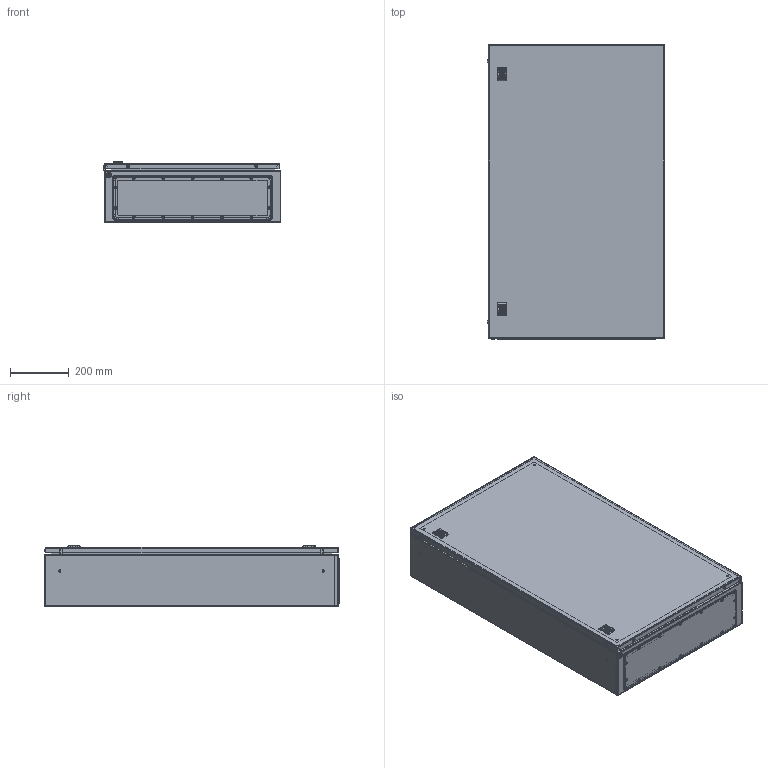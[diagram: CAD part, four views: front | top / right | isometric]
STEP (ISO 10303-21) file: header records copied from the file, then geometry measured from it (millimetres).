
FILE_DESCRIPTION (( 'STEP AP203' ), '1' );
FILE_NAME ('1000x600x200.STEP', '2020-04-08T10:50:30', ( '' ), ( '' ), 'SwSTEP 2.0', 'SolidWorks 2019', '' );
FILE_SCHEMA (( 'CONFIG_CONTROL_DESIGN' ));
Length unit declared in the file: millimetre
Products named in the file (39): A7100032-R_mounted; AC00C356_AC00c356(A7100031); RB.0048.01.00.1 CÁ_-46 (1000å600å200); Ì6-GOST 5915-70 (DIN 934) (CM110600)_straight; AC00C061_AC00C061; AC00C398; AC00C348-R_mounted; RB.0048.08.00.0 捘_-08 (1000x600); AC00C317; M6-DIN 6923 (CM100600)_straight; RB.0048.02.00.1 C縫-46 (1000x600x200); RB.0048.07.00.0 捘_-08 (1000x600); AC00C524-R_handle CE; AC00C401_AC00C401; Ac00c316; AC00C380; RB.0048.11.01.0_-04 (153x443); AC00C112; M6x10-A1100004_straight; RB.0048.01.01.1_-46 (1000x600x200); AC00C383; RB.0048.00.02.1_-13 (1000å600); PF 4x8 flange ST_-04 (153x543); PF 7,5x15 door ST_new_1000x0600; BOX01-R_Defaulf; RB.0048.01.02.0_-15 (1000x600); RB.0048.02.01.0; 1000x600x200; M4x10 DIN 7500M PZ_stright; AC00C503-R_AC00C503-R; AC00C344_AC00C344; Ì6õ20-A5100001_straight; AC00C399; RB.0048.11.00.0 C縫-04 with screw; AC00C343-R_AC00C343-R; Ì6õ12-A5100231_straight; M4x8 GOST 17475-80 (DIN 965)_straight; RB.0048.07.01.0_-08 (1000x600)
Assembly tree (91 placements, depth 4):
  1000x600x200
    RB.0048.02.00.1 C縫-46 (1000x600x200)
      RB.0048.01.00.1 CÁ_-46 (1000å600å200)
        RB.0048.01.01.1_-46 (1000x600x200)
        RB.0048.01.02.0_-15 (1000x600)
        Ì6õ20-A5100001_straight  x4
        Ì6õ12-A5100231_straight  x4
      AC00C317  x4
      Ac00c316
      AC00C383  x3
      RB.0048.02.01.0  x3
      AC00C399  x3
      M4x8 GOST 17475-80 (DIN 965)_straight  x6
      AC00C061_AC00C061  x4
    RB.0048.11.00.0 C縫-04 with screw
      RB.0048.11.01.0_-04 (153x443)
      PF 4x8 flange ST_-04 (153x543)
      M4x10 DIN 7500M PZ_stright  x2
    RB.0048.08.00.0 捘_-08 (1000x600)
      RB.0048.07.00.0 捘_-08 (1000x600)
        RB.0048.07.01.0_-08 (1000x600)
        AC00C398  x3
        Ì6õ12-A5100231_straight  x4
      AC00C112  x4
      AC00C061_AC00C061  x4
      PF 7,5x15 door ST_new_1000x0600
      BOX01-R_Defaulf
        AC00C503-R_AC00C503-R
        AC00C343-R_AC00C343-R
        A7100032-R_mounted
        AC00C348-R_mounted
        AC00C524-R_handle CE
        M6x10-A1100004_straight
      AC00C344_AC00C344  x2
      BOX01-R_Defaulf
        AC00C503-R_AC00C503-R
        AC00C343-R_AC00C343-R
        A7100032-R_mounted
        AC00C348-R_mounted
        AC00C524-R_handle CE
        M6x10-A1100004_straight
      AC00C356_AC00c356(A7100031)  x2
    AC00C401_AC00C401  x2
    Ì6-GOST 5915-70 (DIN 934) (CM110600)_straight  x4
    M6-DIN 6923 (CM100600)_straight  x4
    AC00C380  x2
    RB.0048.00.02.1_-13 (1000å600)
Bounding box: 603.87 x 1003.4 x 209.07 mm (x, y, z)
Volume: 3924634.9 mm3; surface area: 5277495.3 mm2
Topology: 129 solids, 129 shells, 4986 faces, 12137 edges, 7803 vertices
Faces by surface type: plane 3213, cylinder 825, cone 354, bspline 336, torus 228, sphere 30
Entity records: 111865 total; most frequent: CARTESIAN_POINT 25452, ORIENTED_EDGE 16876, DIRECTION 15808, EDGE_CURVE 8438, LINE 6478, VECTOR 6478, VERTEX_POINT 5455, AXIS2_PLACEMENT_3D 4665
